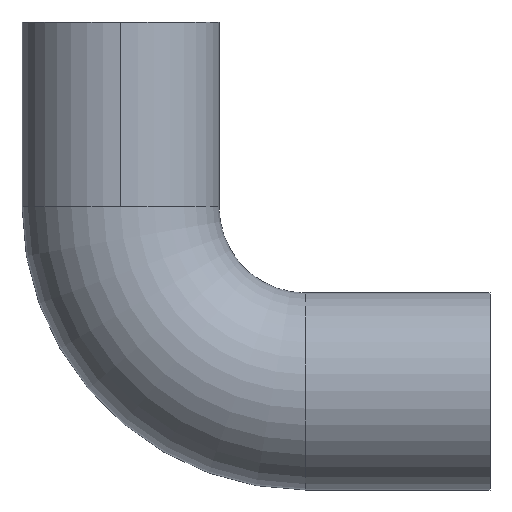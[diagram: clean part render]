
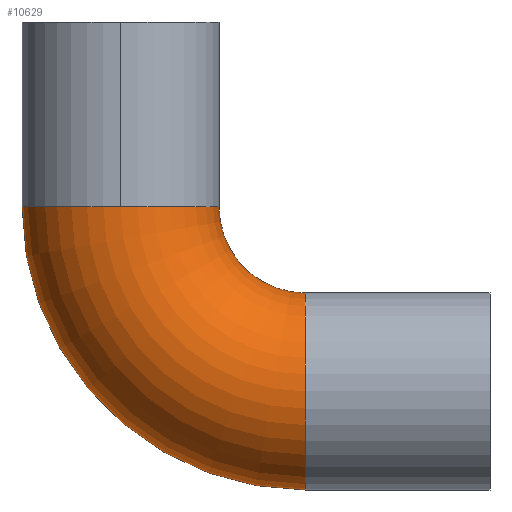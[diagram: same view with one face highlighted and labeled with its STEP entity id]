
A CAD part, left-side view. The second image highlights one B-rep face of the part: STEP entity #10629.
In plain terms, the highlighted toroidal (fillet/blend) face has major radius 15 mm and minor radius 8 mm.
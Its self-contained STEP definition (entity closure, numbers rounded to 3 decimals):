
#353 = DIRECTION ( 'NONE',  ( 0., 0., -1. ) ) ;
#563 = CARTESIAN_POINT ( 'NONE',  ( 0., 15., -8. ) ) ;
#875 = AXIS2_PLACEMENT_3D ( 'NONE', #4322, #11355, #1401 ) ;
#1401 = DIRECTION ( 'NONE',  ( 0., 0., -1. ) ) ;
#1694 = AXIS2_PLACEMENT_3D ( 'NONE', #3631, #2590, #9631 ) ;
#1713 = CARTESIAN_POINT ( 'NONE',  ( 0., 15., 8. ) ) ;
#1806 = CARTESIAN_POINT ( 'NONE',  ( 0., 38., 15. ) ) ;
#2075 = DIRECTION ( 'NONE',  ( 0., -1., 0. ) ) ;
#2384 = AXIS2_PLACEMENT_3D ( 'NONE', #4768, #4678, #6767 ) ;
#2590 = DIRECTION ( 'NONE',  ( 1., 0., 0. ) ) ;
#2901 = CARTESIAN_POINT ( 'NONE',  ( 0., 22., 15. ) ) ;
#3314 = AXIS2_PLACEMENT_3D ( 'NONE', #4239, #8149, #2075 ) ;
#3432 = DIRECTION ( 'NONE',  ( 0., -1., 0. ) ) ;
#3631 = CARTESIAN_POINT ( 'NONE',  ( 0., 15., 15. ) ) ;
#3676 = CIRCLE ( 'NONE', #2384, 8. ) ;
#4239 = CARTESIAN_POINT ( 'NONE',  ( 0., 30., 15. ) ) ;
#4258 = FACE_OUTER_BOUND ( 'NONE', #9199, .T. ) ;
#4322 = CARTESIAN_POINT ( 'NONE',  ( 0., 15., 15. ) ) ;
#4598 = VERTEX_POINT ( 'NONE', #1806 ) ;
#4678 = DIRECTION ( 'NONE',  ( 0., 1., 0. ) ) ;
#4768 = CARTESIAN_POINT ( 'NONE',  ( 0., 15., 0. ) ) ;
#5341 = VERTEX_POINT ( 'NONE', #2901 ) ;
#5709 = AXIS2_PLACEMENT_3D ( 'NONE', #6220, #9347, #3432 ) ;
#6038 = EDGE_CURVE ( 'NONE', #9186, #5341, #6318, .T. ) ;
#6220 = CARTESIAN_POINT ( 'NONE',  ( 0., 30., 15. ) ) ;
#6318 = CIRCLE ( 'NONE', #1694, 7. ) ;
#6767 = DIRECTION ( 'NONE',  ( 0., 0., 1. ) ) ;
#7072 = VERTEX_POINT ( 'NONE', #563 ) ;
#8149 = DIRECTION ( 'NONE',  ( 0., 0., 1. ) ) ;
#8562 = ORIENTED_EDGE ( 'NONE', *, *, #6038, .T. ) ;
#8904 = CARTESIAN_POINT ( 'NONE',  ( -8., 30., 15. ) ) ;
#8976 = EDGE_CURVE ( 'NONE', #4598, #10884, #10505, .T. ) ;
#9186 = VERTEX_POINT ( 'NONE', #1713 ) ;
#9199 = EDGE_LOOP ( 'NONE', ( #9365, #12670, #8562, #9251, #9667 ) ) ;
#9221 = EDGE_CURVE ( 'NONE', #7072, #9186, #3676, .T. ) ;
#9228 = TOROIDAL_SURFACE ( 'NONE', #10289, 15., 8. ) ;
#9251 = ORIENTED_EDGE ( 'NONE', *, *, #12732, .F. ) ;
#9347 = DIRECTION ( 'NONE',  ( 0., 0., 1. ) ) ;
#9365 = ORIENTED_EDGE ( 'NONE', *, *, #11648, .F. ) ;
#9631 = DIRECTION ( 'NONE',  ( 0., 0., -1. ) ) ;
#9651 = CIRCLE ( 'NONE', #5709, 8. ) ;
#9667 = ORIENTED_EDGE ( 'NONE', *, *, #8976, .F. ) ;
#10152 = CIRCLE ( 'NONE', #875, 23. ) ;
#10289 = AXIS2_PLACEMENT_3D ( 'NONE', #10309, #12225, #353 ) ;
#10309 = CARTESIAN_POINT ( 'NONE',  ( 0., 15., 15. ) ) ;
#10505 = CIRCLE ( 'NONE', #3314, 8. ) ;
#10629 = ADVANCED_FACE ( 'NONE', ( #4258 ), #9228, .T. ) ;
#10884 = VERTEX_POINT ( 'NONE', #8904 ) ;
#11355 = DIRECTION ( 'NONE',  ( 1., 0., 0. ) ) ;
#11648 = EDGE_CURVE ( 'NONE', #7072, #4598, #10152, .T. ) ;
#12225 = DIRECTION ( 'NONE',  ( 1., 0., 0. ) ) ;
#12670 = ORIENTED_EDGE ( 'NONE', *, *, #9221, .T. ) ;
#12732 = EDGE_CURVE ( 'NONE', #10884, #5341, #9651, .T. ) ;
